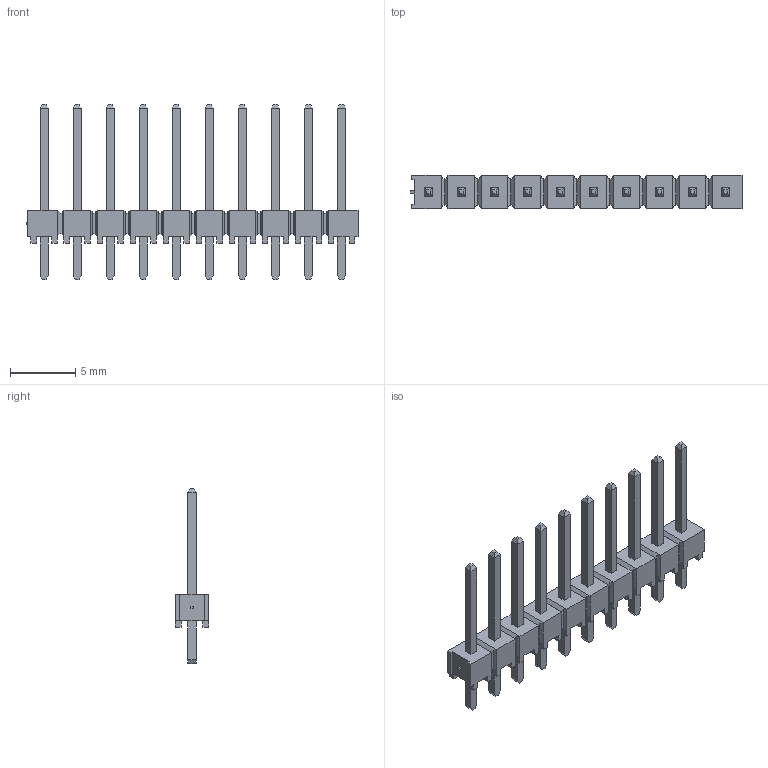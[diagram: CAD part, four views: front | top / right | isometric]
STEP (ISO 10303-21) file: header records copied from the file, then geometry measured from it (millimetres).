
FILE_DESCRIPTION(('FreeCAD Model'),'2;1');
FILE_NAME('Open CASCADE Shape Model','2025-03-05T19:30:17',(''),(''), 'Open CASCADE STEP processor 7.8','FreeCAD','Unknown');
FILE_SCHEMA(('AUTOMOTIVE_DESIGN { 1 0 10303 214 1 1 1 1 }'));
Length unit declared in the file: millimetre
Products named in the file (3): TSW-110-14-G-S; TSW-110-14-G-S_body; T-1S6-08-TSW-1-14-10-S
Assembly tree (2 placements, depth 2):
  TSW-110-14-G-S
    TSW-110-14-G-S_body
    T-1S6-08-TSW-1-14-10-S
Bounding box: 25.53 x 2.54 x 13.46 mm (x, y, z)
Volume: 175.5 mm3; surface area: 714.6 mm2
Topology: 2 solids, 2 shells, 507 faces, 1298 edges, 816 vertices
Faces by surface type: plane 507
Entity records: 14934 total; most frequent: CARTESIAN_POINT 2624, ORIENTED_EDGE 2596, DIRECTION 2318, EDGE_CURVE 1298, LINE 1298, VECTOR 1298, VERTEX_POINT 816, FACE_BOUND 548
